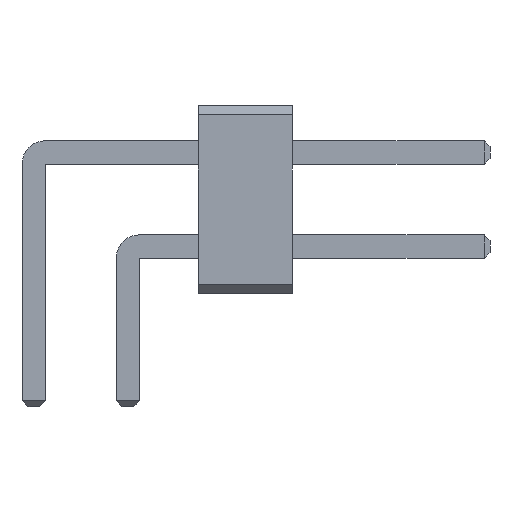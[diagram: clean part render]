
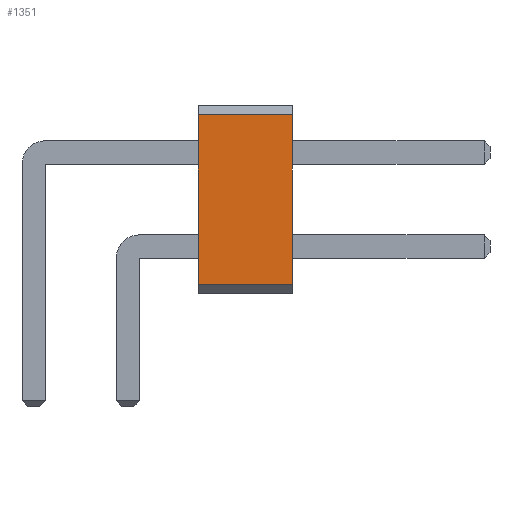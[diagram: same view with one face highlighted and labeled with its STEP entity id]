
A CAD part, front view. The second image highlights one B-rep face of the part: STEP entity #1351.
In plain terms, the highlighted planar face has unit normal (0, -1, 0).
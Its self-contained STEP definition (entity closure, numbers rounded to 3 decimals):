
#13=DIRECTION('',(0.,0.,1.));
#27=VECTOR('',#28,1.);
#28=DIRECTION('',(1.,0.,0.));
#57=DIRECTION('',(0.,-1.,0.));
#1338=VERTEX_POINT('',#1339);
#1339=CARTESIAN_POINT('',(5.5,-45.,0.2));
#1342=EDGE_CURVE('',#1343,#1338,#1345,.T.);
#1343=VERTEX_POINT('',#1344);
#1344=CARTESIAN_POINT('',(3.5,-45.,0.2));
#1345=LINE('',#1344,#27);
#1351=ADVANCED_FACE('',(#1352),#1369,.T.);
#1352=FACE_BOUND('',#1353,.T.);
#1353=EDGE_LOOP('',(#1354,#1355,#1361,#1366));
#1354=ORIENTED_EDGE('',*,*,#1342,.T.);
#1355=ORIENTED_EDGE('',*,*,#1356,.T.);
#1356=EDGE_CURVE('',#1338,#1357,#1359,.T.);
#1357=VERTEX_POINT('',#1358);
#1358=CARTESIAN_POINT('',(5.5,-45.,3.8));
#1359=LINE('',#1339,#1360);
#1360=VECTOR('',#13,1.);
#1361=ORIENTED_EDGE('',*,*,#1362,.F.);
#1362=EDGE_CURVE('',#1363,#1357,#1365,.T.);
#1363=VERTEX_POINT('',#1364);
#1364=CARTESIAN_POINT('',(3.5,-45.,3.8));
#1365=LINE('',#1364,#27);
#1366=ORIENTED_EDGE('',*,*,#1367,.F.);
#1367=EDGE_CURVE('',#1343,#1363,#1368,.T.);
#1368=LINE('',#1344,#1360);
#1369=PLANE('',#1370);
#1370=AXIS2_PLACEMENT_3D('',#1344,#57,#13);
